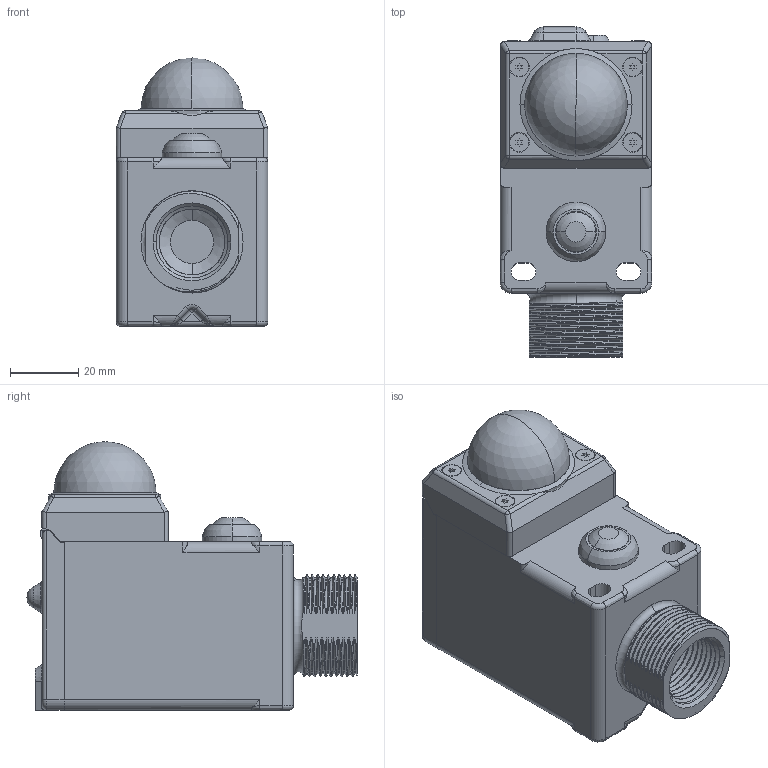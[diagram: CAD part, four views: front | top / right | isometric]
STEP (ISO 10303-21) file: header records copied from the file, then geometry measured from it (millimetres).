
FILE_DESCRIPTION((''),'2;1');
FILE_NAME('206600_ASM','2018-05-29T',('pdmadmin'),('BANNER ENGINEERING'),'CREO PARAMETRIC BY PTC INC, 2016260','CREO PARAMETRIC BY PTC INC, 2016260','');
FILE_SCHEMA(('CONFIG_CONTROL_DESIGN'));
Products named in the file (18): 166739; 157289_SWITCH; 157289_O-RING; 157289_LOCKWASHER; 157289_HEX_NUT; 157289_ASM; 170309_ASM; 153170; 153158; 14840; 35813; 160408_ASM; 205786; 164905; 206599_ASM; 48355; 206598_ASM; 206600_ASM
Assembly tree (20 placements, depth 5):
  206600_ASM
    206598_ASM
      170309_ASM
        166739
        157289_ASM
          157289_SWITCH
          157289_O-RING
          157289_LOCKWASHER
          157289_HEX_NUT
      153170
      160408_ASM
        153158
        14840
        35813
      206599_ASM
        205786
        164905
      48355  x4
Bounding box: 44.45 x 96.82 x 78.74 mm (x, y, z)
Volume: 81156 mm3; surface area: 56435.3 mm2
Topology: 15 solids, 15 shells, 1182 faces, 3038 edges, 1893 vertices
Faces by surface type: plane 475, cylinder 383, bspline 142, cone 73, torus 62, sphere 47
Entity records: 53157 total; most frequent: CARTESIAN_POINT 26440, ORIENTED_EDGE 5732, DIRECTION 5195, EDGE_CURVE 2866, AXIS2_PLACEMENT_3D 1837, VERTEX_POINT 1797, VECTOR 1521, LINE 1521
